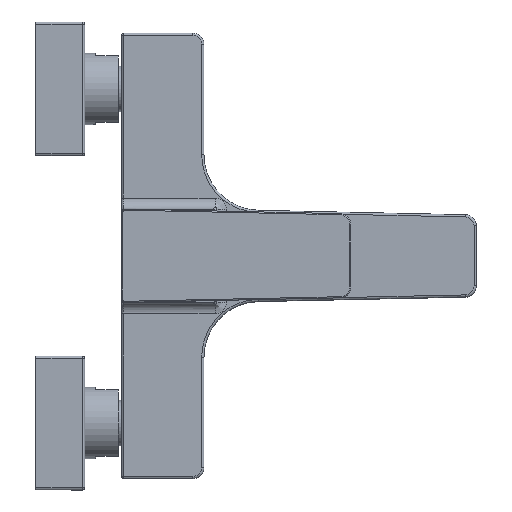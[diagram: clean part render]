
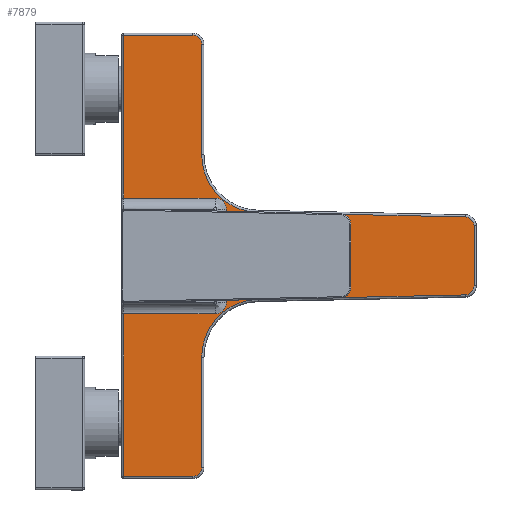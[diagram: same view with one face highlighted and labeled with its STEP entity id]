
A CAD part, top view. The second image highlights one B-rep face of the part: STEP entity #7879.
In plain terms, the highlighted planar face has unit normal (0, 0, 1).
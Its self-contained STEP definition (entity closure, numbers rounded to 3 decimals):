
#951=LINE('',#15029,#1501);
#967=LINE('',#15975,#1517);
#968=LINE('',#15977,#1518);
#969=LINE('',#15981,#1519);
#970=LINE('',#15985,#1520);
#971=LINE('',#15987,#1521);
#972=LINE('',#15989,#1522);
#973=LINE('',#15992,#1523);
#974=LINE('',#15994,#1524);
#975=LINE('',#15998,#1525);
#976=LINE('',#16002,#1526);
#977=LINE('',#16005,#1527);
#1501=VECTOR('',#11276,92.921);
#1517=VECTOR('',#11360,73.);
#1518=VECTOR('',#11361,41.);
#1519=VECTOR('',#11364,42.);
#1520=VECTOR('',#11367,41.);
#1521=VECTOR('',#11368,73.);
#1522=VECTOR('',#11369,31.);
#1523=VECTOR('',#11372,49.528);
#1524=VECTOR('',#11373,26.993);
#1525=VECTOR('',#11376,92.921);
#1526=VECTOR('',#11379,49.528);
#1527=VECTOR('',#11382,31.);
#1660=FACE_BOUND('',#2591,.T.);
#2056=FACE_OUTER_BOUND('',#2590,.T.);
#2590=EDGE_LOOP('',(#6917,#6918,#6919,#6920,#6921,#6922,#6923,#6924,#6925,
#6926,#6927,#6928,#6929,#6930,#6931,#6932,#6933,#6934,#6935,#6936));
#2591=EDGE_LOOP('',(#6937));
#3091=CIRCLE('',#8983,26.);
#3108=CIRCLE('',#9012,4.);
#3109=CIRCLE('',#9014,5.);
#3110=CIRCLE('',#9015,5.);
#3111=CIRCLE('',#9016,4.);
#3112=CIRCLE('',#9017,4.);
#3113=CIRCLE('',#9018,26.);
#3114=CIRCLE('',#9019,4.);
#3115=CIRCLE('',#9020,5.75);
#3797=VERTEX_POINT('',#15026);
#3798=VERTEX_POINT('',#15028);
#3800=VERTEX_POINT('',#15034);
#3828=VERTEX_POINT('',#15969);
#3829=VERTEX_POINT('',#15973);
#3830=VERTEX_POINT('',#15974);
#3831=VERTEX_POINT('',#15976);
#3832=VERTEX_POINT('',#15978);
#3833=VERTEX_POINT('',#15980);
#3834=VERTEX_POINT('',#15982);
#3835=VERTEX_POINT('',#15984);
#3836=VERTEX_POINT('',#15986);
#3837=VERTEX_POINT('',#15988);
#3838=VERTEX_POINT('',#15990);
#3839=VERTEX_POINT('',#15993);
#3840=VERTEX_POINT('',#15995);
#3841=VERTEX_POINT('',#15997);
#3842=VERTEX_POINT('',#15999);
#3843=VERTEX_POINT('',#16001);
#3844=VERTEX_POINT('',#16003);
#3845=VERTEX_POINT('',#16006);
#4829=EDGE_CURVE('',#3797,#3798,#951,.T.);
#4832=EDGE_CURVE('',#3798,#3800,#3091,.T.);
#4877=EDGE_CURVE('',#3828,#3797,#3108,.T.);
#4878=EDGE_CURVE('',#3829,#3830,#967,.T.);
#4879=EDGE_CURVE('',#3831,#3829,#968,.T.);
#4880=EDGE_CURVE('',#3832,#3831,#3109,.T.);
#4881=EDGE_CURVE('',#3833,#3832,#969,.T.);
#4882=EDGE_CURVE('',#3834,#3833,#3110,.T.);
#4883=EDGE_CURVE('',#3835,#3834,#970,.T.);
#4884=EDGE_CURVE('',#3836,#3835,#971,.T.);
#4885=EDGE_CURVE('',#3837,#3836,#972,.T.);
#4886=EDGE_CURVE('',#3838,#3837,#3111,.T.);
#4887=EDGE_CURVE('',#3800,#3838,#973,.T.);
#4888=EDGE_CURVE('',#3839,#3828,#974,.T.);
#4889=EDGE_CURVE('',#3840,#3839,#3112,.T.);
#4890=EDGE_CURVE('',#3841,#3840,#975,.T.);
#4891=EDGE_CURVE('',#3842,#3841,#3113,.T.);
#4892=EDGE_CURVE('',#3843,#3842,#976,.T.);
#4893=EDGE_CURVE('',#3844,#3843,#3114,.T.);
#4894=EDGE_CURVE('',#3830,#3844,#977,.T.);
#4895=EDGE_CURVE('',#3845,#3845,#3115,.T.);
#6917=ORIENTED_EDGE('',*,*,#4878,.F.);
#6918=ORIENTED_EDGE('',*,*,#4879,.F.);
#6919=ORIENTED_EDGE('',*,*,#4880,.F.);
#6920=ORIENTED_EDGE('',*,*,#4881,.F.);
#6921=ORIENTED_EDGE('',*,*,#4882,.F.);
#6922=ORIENTED_EDGE('',*,*,#4883,.F.);
#6923=ORIENTED_EDGE('',*,*,#4884,.F.);
#6924=ORIENTED_EDGE('',*,*,#4885,.F.);
#6925=ORIENTED_EDGE('',*,*,#4886,.F.);
#6926=ORIENTED_EDGE('',*,*,#4887,.F.);
#6927=ORIENTED_EDGE('',*,*,#4832,.F.);
#6928=ORIENTED_EDGE('',*,*,#4829,.F.);
#6929=ORIENTED_EDGE('',*,*,#4877,.F.);
#6930=ORIENTED_EDGE('',*,*,#4888,.F.);
#6931=ORIENTED_EDGE('',*,*,#4889,.F.);
#6932=ORIENTED_EDGE('',*,*,#4890,.F.);
#6933=ORIENTED_EDGE('',*,*,#4891,.F.);
#6934=ORIENTED_EDGE('',*,*,#4892,.F.);
#6935=ORIENTED_EDGE('',*,*,#4893,.F.);
#6936=ORIENTED_EDGE('',*,*,#4894,.F.);
#6937=ORIENTED_EDGE('',*,*,#4895,.F.);
#7471=PLANE('',#9013);
#7879=ADVANCED_FACE('',(#2056,#1660),#7471,.T.);
#8983=AXIS2_PLACEMENT_3D('',#15035,#11283,#11284);
#9012=AXIS2_PLACEMENT_3D('',#15971,#11356,#11357);
#9013=AXIS2_PLACEMENT_3D('',#15972,#11358,#11359);
#9014=AXIS2_PLACEMENT_3D('',#15979,#11362,#11363);
#9015=AXIS2_PLACEMENT_3D('',#15983,#11365,#11366);
#9016=AXIS2_PLACEMENT_3D('',#15991,#11370,#11371);
#9017=AXIS2_PLACEMENT_3D('',#15996,#11374,#11375);
#9018=AXIS2_PLACEMENT_3D('',#16000,#11377,#11378);
#9019=AXIS2_PLACEMENT_3D('',#16004,#11380,#11381);
#9020=AXIS2_PLACEMENT_3D('',#16007,#11383,#11384);
#11276=DIRECTION('',(-1.,-0.021,0.));
#11283=DIRECTION('center_axis',(0.,0.,
1.));
#11284=DIRECTION('ref_axis',(-0.021,1.,0.));
#11356=DIRECTION('center_axis',(0.,0.,
-1.));
#11357=DIRECTION('ref_axis',(1.,0.,0.));
#11358=DIRECTION('center_axis',(0.,0.,
1.));
#11359=DIRECTION('ref_axis',(-1.,0.,0.));
#11360=DIRECTION('',(0.,1.,0.));
#11361=DIRECTION('',(-1.,0.,0.));
#11362=DIRECTION('center_axis',(0.,0.,
1.));
#11363=DIRECTION('ref_axis',(1.,0.,0.));
#11364=DIRECTION('',(0.,1.,0.));
#11365=DIRECTION('center_axis',(0.,0.,
1.));
#11366=DIRECTION('ref_axis',(0.,-1.,0.));
#11367=DIRECTION('',(1.,0.,0.));
#11368=DIRECTION('',(0.,1.,0.));
#11369=DIRECTION('',(-1.,0.,0.));
#11370=DIRECTION('center_axis',(0.,0.,
-1.));
#11371=DIRECTION('ref_axis',(1.,0.,0.));
#11372=DIRECTION('',(0.,-1.,0.));
#11373=DIRECTION('',(0.,-1.,0.));
#11374=DIRECTION('center_axis',(0.,0.,
-1.));
#11375=DIRECTION('ref_axis',(0.021,1.,0.));
#11376=DIRECTION('',(1.,-0.021,0.));
#11377=DIRECTION('center_axis',(0.,0.,
1.));
#11378=DIRECTION('ref_axis',(-1.,0.,0.));
#11379=DIRECTION('',(0.,-1.,0.));
#11380=DIRECTION('center_axis',(0.,0.,
-1.));
#11381=DIRECTION('ref_axis',(0.,1.,0.));
#11382=DIRECTION('',(1.,0.,0.));
#11383=DIRECTION('center_axis',(0.,0.,
1.));
#11384=DIRECTION('ref_axis',(-1.,0.,0.));
#15026=CARTESIAN_POINT('',(154.345,-16.787,22.309));
#15028=CARTESIAN_POINT('',(61.445,-18.77,22.309));
#15029=CARTESIAN_POINT('',(154.345,-16.787,22.309));
#15034=CARTESIAN_POINT('',(36.,-44.764,22.309));
#15035=CARTESIAN_POINT('Origin',(62.,-44.764,22.309));
#15969=CARTESIAN_POINT('',(158.26,-12.788,22.309));
#15971=CARTESIAN_POINT('Origin',(154.26,-12.788,22.309));
#15972=CARTESIAN_POINT('Origin',(37.,100.708,22.309));
#15973=CARTESIAN_POINT('',(1.,26.708,22.309));
#15974=CARTESIAN_POINT('',(1.,99.708,22.309));
#15975=CARTESIAN_POINT('',(1.,26.708,22.309));
#15976=CARTESIAN_POINT('',(42.,26.708,22.309));
#15977=CARTESIAN_POINT('',(42.,26.708,22.309));
#15978=CARTESIAN_POINT('',(47.,21.708,22.309));
#15979=CARTESIAN_POINT('Origin',(42.,21.708,22.309));
#15980=CARTESIAN_POINT('',(47.,-20.292,22.309));
#15981=CARTESIAN_POINT('',(47.,-20.292,22.309));
#15982=CARTESIAN_POINT('',(42.,-25.292,22.309));
#15983=CARTESIAN_POINT('Origin',(42.,-20.292,22.309));
#15984=CARTESIAN_POINT('',(1.,-25.292,22.309));
#15985=CARTESIAN_POINT('',(1.,-25.292,22.309));
#15986=CARTESIAN_POINT('',(1.,-98.292,22.309));
#15987=CARTESIAN_POINT('',(1.,-98.292,22.309));
#15988=CARTESIAN_POINT('',(32.,-98.292,22.309));
#15989=CARTESIAN_POINT('',(32.,-98.292,22.309));
#15990=CARTESIAN_POINT('',(36.,-94.292,22.309));
#15991=CARTESIAN_POINT('Origin',(32.,-94.292,22.309));
#15992=CARTESIAN_POINT('',(36.,-44.764,22.309));
#15993=CARTESIAN_POINT('',(158.26,14.205,22.309));
#15994=CARTESIAN_POINT('',(158.26,14.205,22.309));
#15995=CARTESIAN_POINT('',(154.345,18.204,22.309));
#15996=CARTESIAN_POINT('Origin',(154.26,14.205,22.309));
#15997=CARTESIAN_POINT('',(61.445,20.186,22.309));
#15998=CARTESIAN_POINT('',(61.445,20.186,22.309));
#15999=CARTESIAN_POINT('',(36.,46.181,22.309));
#16000=CARTESIAN_POINT('Origin',(62.,46.181,22.309));
#16001=CARTESIAN_POINT('',(36.,95.708,22.309));
#16002=CARTESIAN_POINT('',(36.,95.708,22.309));
#16003=CARTESIAN_POINT('',(32.,99.708,22.309));
#16004=CARTESIAN_POINT('Origin',(32.,95.708,22.309));
#16005=CARTESIAN_POINT('',(1.,99.708,22.309));
#16006=CARTESIAN_POINT('',(85.75,0.708,22.309));
#16007=CARTESIAN_POINT('Origin',(80.,0.708,22.309));
